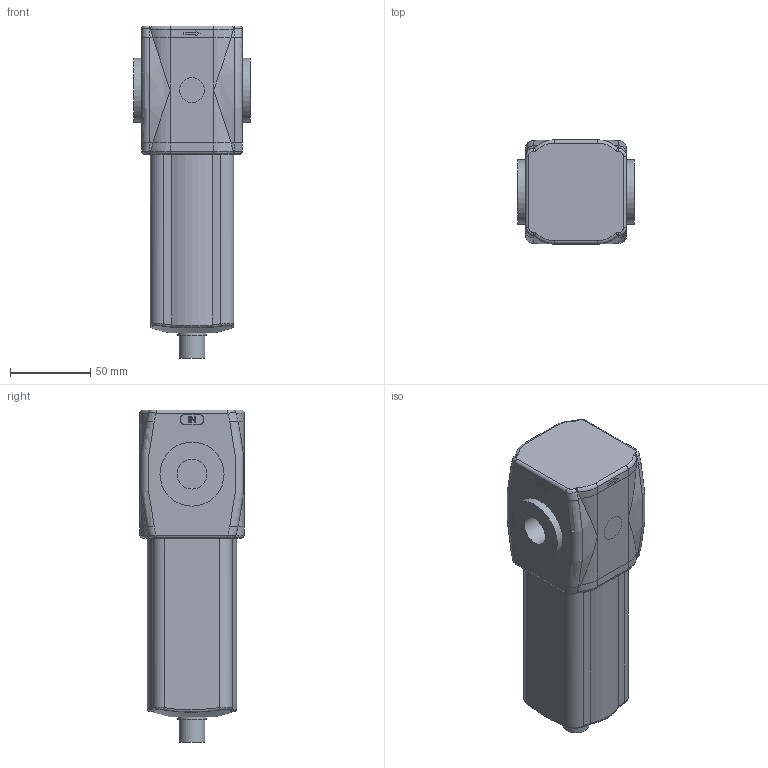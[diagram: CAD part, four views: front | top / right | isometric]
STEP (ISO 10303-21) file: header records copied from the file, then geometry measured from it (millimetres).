
FILE_DESCRIPTION((''),'2;1');
FILE_NAME('#173BF#.ipt.step','2010-08-25T14:09:41',(''),(''),'Autodesk Inventor 2010','Autodesk Inventor 2010','');
FILE_SCHEMA(('AUTOMOTIVE_DESIGN { 1 0 10303 214 1 1 1 1 }'));
Length unit declared in the file: millimetre
Products named in the file (1): #173BF#
Bounding box: 73 x 65 x 207.15 mm (x, y, z)
Volume: 614617.2 mm3; surface area: 51977.8 mm2
Topology: 1 solids, 1 shells, 210 faces, 497 edges, 312 vertices
Faces by surface type: bspline 72, plane 68, cylinder 47, torus 22, cone 1
Full cylindrical faces by diameter (mm): 4.5 x1, 12 x1, 16 x1, 18 x1, 23.8 x1, 28.8 x1, 40 x1
Entity records: 7149 total; most frequent: CARTESIAN_POINT 2639, ORIENTED_EDGE 970, DIRECTION 784, EDGE_CURVE 485, VERTEX_POINT 311, AXIS2_PLACEMENT_3D 268, VECTOR 248, LINE 248
